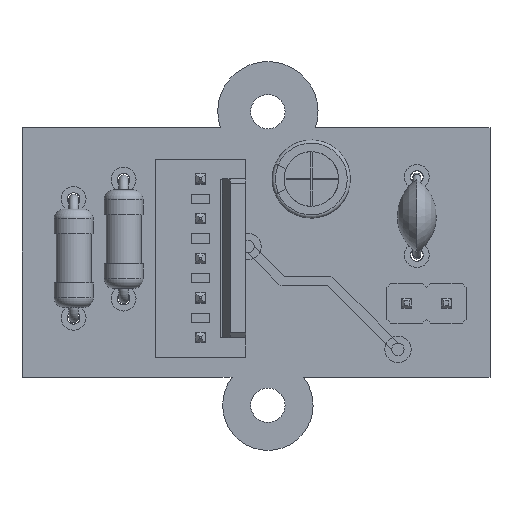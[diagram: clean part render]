
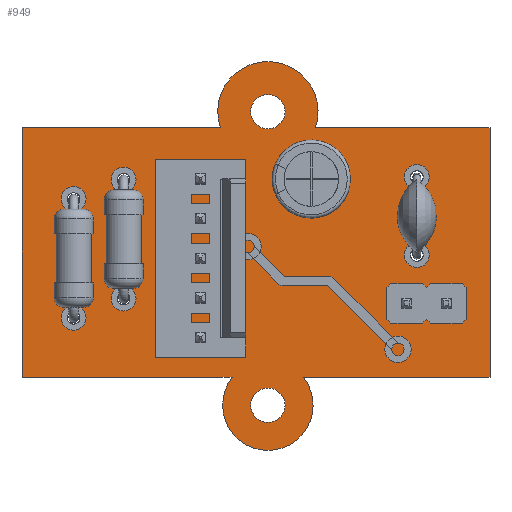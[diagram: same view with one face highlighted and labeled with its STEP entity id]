
A CAD part, top view. The second image highlights one B-rep face of the part: STEP entity #949.
In plain terms, the highlighted planar face has unit normal (0, 0, 1).
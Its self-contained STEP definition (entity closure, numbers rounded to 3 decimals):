
#79 = VERTEX_POINT('',#80);
#80 = CARTESIAN_POINT('',(107.442,-88.138,0.));
#97 = VERTEX_POINT('',#98);
#98 = CARTESIAN_POINT('',(118.618,-88.138,0.));
#104 = EDGE_CURVE('',#79,#97,#105,.T.);
#105 = LINE('',#106,#107);
#106 = CARTESIAN_POINT('',(107.442,-88.138,0.));
#107 = VECTOR('',#108,1.);
#108 = DIRECTION('',(1.,0.,0.));
#129 = VERTEX_POINT('',#130);
#130 = CARTESIAN_POINT('',(101.343,-88.13,0.));
#136 = EDGE_CURVE('',#79,#129,#137,.T.);
#137 = CIRCLE('',#138,3.213);
#138 = AXIS2_PLACEMENT_3D('',#139,#140,#141);
#139 = CARTESIAN_POINT('',(104.394,-87.122,0.));
#140 = DIRECTION('',(0.,0.,1.));
#141 = DIRECTION('',(1.,0.,0.));
#161 = VERTEX_POINT('',#162);
#162 = CARTESIAN_POINT('',(118.618,-104.14,0.));
#168 = EDGE_CURVE('',#97,#161,#169,.T.);
#169 = LINE('',#170,#171);
#170 = CARTESIAN_POINT('',(118.618,-88.138,0.));
#171 = VECTOR('',#172,1.);
#172 = DIRECTION('',(0.,-1.,0.));
#192 = VERTEX_POINT('',#193);
#193 = CARTESIAN_POINT('',(88.646,-88.138,0.));
#199 = EDGE_CURVE('',#129,#192,#200,.T.);
#200 = LINE('',#201,#202);
#201 = CARTESIAN_POINT('',(101.343,-88.13,0.));
#202 = VECTOR('',#203,1.);
#203 = DIRECTION('',(-1.,-0.001,0.));
#223 = VERTEX_POINT('',#224);
#224 = CARTESIAN_POINT('',(106.68,-104.14,0.));
#230 = EDGE_CURVE('',#161,#223,#231,.T.);
#231 = LINE('',#232,#233);
#232 = CARTESIAN_POINT('',(118.618,-104.14,0.));
#233 = VECTOR('',#234,1.);
#234 = DIRECTION('',(-1.,0.,0.));
#245 = VERTEX_POINT('',#246);
#246 = CARTESIAN_POINT('',(88.646,-104.14,0.));
#261 = EDGE_CURVE('',#245,#192,#262,.T.);
#262 = LINE('',#263,#264);
#263 = CARTESIAN_POINT('',(88.646,-104.14,0.));
#264 = VECTOR('',#265,1.);
#265 = DIRECTION('',(0.,1.,0.));
#276 = VERTEX_POINT('',#277);
#277 = CARTESIAN_POINT('',(102.108,-104.14,0.));
#293 = EDGE_CURVE('',#276,#223,#294,.T.);
#294 = CIRCLE('',#295,2.896);
#295 = AXIS2_PLACEMENT_3D('',#296,#297,#298);
#296 = CARTESIAN_POINT('',(104.394,-105.918,0.));
#297 = DIRECTION('',(0.,0.,1.));
#298 = DIRECTION('',(1.,0.,0.));
#309 = VERTEX_POINT('',#310);
#310 = CARTESIAN_POINT('',(101.346,-104.14,0.));
#325 = EDGE_CURVE('',#309,#245,#326,.T.);
#326 = LINE('',#327,#328);
#327 = CARTESIAN_POINT('',(101.346,-104.14,0.));
#328 = VECTOR('',#329,1.);
#329 = DIRECTION('',(-1.,0.,0.));
#340 = VERTEX_POINT('',#341);
#341 = CARTESIAN_POINT('',(101.6,-104.14,0.));
#356 = EDGE_CURVE('',#340,#276,#357,.T.);
#357 = LINE('',#358,#359);
#358 = CARTESIAN_POINT('',(101.6,-104.14,0.));
#359 = VECTOR('',#360,1.);
#360 = DIRECTION('',(1.,0.,0.));
#378 = EDGE_CURVE('',#340,#309,#379,.T.);
#379 = LINE('',#380,#381);
#380 = CARTESIAN_POINT('',(101.6,-104.14,0.));
#381 = VECTOR('',#382,1.);
#382 = DIRECTION('',(-1.,0.,0.));
#393 = VERTEX_POINT('',#394);
#394 = CARTESIAN_POINT('',(100.676,-99.06,0.));
#410 = EDGE_CURVE('',#393,#393,#411,.T.);
#411 = CIRCLE('',#412,0.6);
#412 = AXIS2_PLACEMENT_3D('',#413,#414,#415);
#413 = CARTESIAN_POINT('',(100.076,-99.06,0.));
#414 = DIRECTION('',(0.,0.,1.));
#415 = DIRECTION('',(1.,0.,-0.));
#426 = VERTEX_POINT('',#427);
#427 = CARTESIAN_POINT('',(100.676,-96.52,0.));
#443 = EDGE_CURVE('',#426,#426,#444,.T.);
#444 = CIRCLE('',#445,0.6);
#445 = AXIS2_PLACEMENT_3D('',#446,#447,#448);
#446 = CARTESIAN_POINT('',(100.076,-96.52,0.));
#447 = DIRECTION('',(0.,0.,1.));
#448 = DIRECTION('',(1.,0.,-0.));
#459 = VERTEX_POINT('',#460);
#460 = CARTESIAN_POINT('',(100.676,-91.44,0.));
#476 = EDGE_CURVE('',#459,#459,#477,.T.);
#477 = CIRCLE('',#478,0.6);
#478 = AXIS2_PLACEMENT_3D('',#479,#480,#481);
#479 = CARTESIAN_POINT('',(100.076,-91.44,0.));
#480 = DIRECTION('',(0.,0.,1.));
#481 = DIRECTION('',(1.,0.,-0.));
#492 = VERTEX_POINT('',#493);
#493 = CARTESIAN_POINT('',(100.676,-93.98,0.));
#509 = EDGE_CURVE('',#492,#492,#510,.T.);
#510 = CIRCLE('',#511,0.6);
#511 = AXIS2_PLACEMENT_3D('',#512,#513,#514);
#512 = CARTESIAN_POINT('',(100.076,-93.98,0.));
#513 = DIRECTION('',(0.,0.,1.));
#514 = DIRECTION('',(1.,0.,-0.));
#525 = VERTEX_POINT('',#526);
#526 = CARTESIAN_POINT('',(106.572,-91.44,0.));
#542 = EDGE_CURVE('',#525,#525,#543,.T.);
#543 = CIRCLE('',#544,0.4);
#544 = AXIS2_PLACEMENT_3D('',#545,#546,#547);
#545 = CARTESIAN_POINT('',(106.172,-91.44,0.));
#546 = DIRECTION('',(0.,0.,1.));
#547 = DIRECTION('',(1.,0.,-0.));
#558 = VERTEX_POINT('',#559);
#559 = CARTESIAN_POINT('',(113.784,-99.402,0.));
#575 = EDGE_CURVE('',#558,#558,#576,.T.);
#576 = CIRCLE('',#577,0.5);
#577 = AXIS2_PLACEMENT_3D('',#578,#579,#580);
#578 = CARTESIAN_POINT('',(113.284,-99.402,0.));
#579 = DIRECTION('',(0.,0.,1.));
#580 = DIRECTION('',(1.,0.,-0.));
#591 = VERTEX_POINT('',#592);
#592 = CARTESIAN_POINT('',(114.334,-96.302,0.));
#608 = EDGE_CURVE('',#591,#591,#609,.T.);
#609 = CIRCLE('',#610,0.4);
#610 = AXIS2_PLACEMENT_3D('',#611,#612,#613);
#611 = CARTESIAN_POINT('',(113.934,-96.302,0.));
#612 = DIRECTION('',(0.,0.,1.));
#613 = DIRECTION('',(1.,0.,-0.));
#624 = VERTEX_POINT('',#625);
#625 = CARTESIAN_POINT('',(108.572,-91.44,0.));
#641 = EDGE_CURVE('',#624,#624,#642,.T.);
#642 = CIRCLE('',#643,0.4);
#643 = AXIS2_PLACEMENT_3D('',#644,#645,#646);
#644 = CARTESIAN_POINT('',(108.172,-91.44,0.));
#645 = DIRECTION('',(0.,0.,1.));
#646 = DIRECTION('',(1.,0.,-0.));
#657 = VERTEX_POINT('',#658);
#658 = CARTESIAN_POINT('',(114.334,-91.302,0.));
#674 = EDGE_CURVE('',#657,#657,#675,.T.);
#675 = CIRCLE('',#676,0.4);
#676 = AXIS2_PLACEMENT_3D('',#677,#678,#679);
#677 = CARTESIAN_POINT('',(113.934,-91.302,0.));
#678 = DIRECTION('',(0.,0.,1.));
#679 = DIRECTION('',(1.,0.,-0.));
#690 = VERTEX_POINT('',#691);
#691 = CARTESIAN_POINT('',(105.494,-87.122,0.));
#707 = EDGE_CURVE('',#690,#690,#708,.T.);
#708 = CIRCLE('',#709,1.1);
#709 = AXIS2_PLACEMENT_3D('',#710,#711,#712);
#710 = CARTESIAN_POINT('',(104.394,-87.122,0.));
#711 = DIRECTION('',(0.,0.,1.));
#712 = DIRECTION('',(1.,0.,-0.));
#723 = VERTEX_POINT('',#724);
#724 = CARTESIAN_POINT('',(92.354,-92.706,0.));
#740 = EDGE_CURVE('',#723,#723,#741,.T.);
#741 = CIRCLE('',#742,0.4);
#742 = AXIS2_PLACEMENT_3D('',#743,#744,#745);
#743 = CARTESIAN_POINT('',(91.954,-92.706,0.));
#744 = DIRECTION('',(0.,0.,1.));
#745 = DIRECTION('',(1.,0.,-0.));
#756 = VERTEX_POINT('',#757);
#757 = CARTESIAN_POINT('',(95.554,-99.096,0.));
#773 = EDGE_CURVE('',#756,#756,#774,.T.);
#774 = CIRCLE('',#775,0.4);
#775 = AXIS2_PLACEMENT_3D('',#776,#777,#778);
#776 = CARTESIAN_POINT('',(95.154,-99.096,0.));
#777 = DIRECTION('',(0.,0.,1.));
#778 = DIRECTION('',(1.,0.,-0.));
#789 = VERTEX_POINT('',#790);
#790 = CARTESIAN_POINT('',(95.554,-91.476,0.));
#806 = EDGE_CURVE('',#789,#789,#807,.T.);
#807 = CIRCLE('',#808,0.4);
#808 = AXIS2_PLACEMENT_3D('',#809,#810,#811);
#809 = CARTESIAN_POINT('',(95.154,-91.476,0.));
#810 = DIRECTION('',(0.,0.,1.));
#811 = DIRECTION('',(1.,0.,-0.));
#822 = VERTEX_POINT('',#823);
#823 = CARTESIAN_POINT('',(105.494,-105.918,0.));
#839 = EDGE_CURVE('',#822,#822,#840,.T.);
#840 = CIRCLE('',#841,1.1);
#841 = AXIS2_PLACEMENT_3D('',#842,#843,#844);
#842 = CARTESIAN_POINT('',(104.394,-105.918,0.));
#843 = DIRECTION('',(0.,0.,1.));
#844 = DIRECTION('',(1.,0.,-0.));
#855 = VERTEX_POINT('',#856);
#856 = CARTESIAN_POINT('',(100.676,-101.6,0.));
#872 = EDGE_CURVE('',#855,#855,#873,.T.);
#873 = CIRCLE('',#874,0.6);
#874 = AXIS2_PLACEMENT_3D('',#875,#876,#877);
#875 = CARTESIAN_POINT('',(100.076,-101.6,0.));
#876 = DIRECTION('',(0.,0.,1.));
#877 = DIRECTION('',(1.,0.,-0.));
#888 = VERTEX_POINT('',#889);
#889 = CARTESIAN_POINT('',(92.354,-100.326,0.));
#905 = EDGE_CURVE('',#888,#888,#906,.T.);
#906 = CIRCLE('',#907,0.4);
#907 = AXIS2_PLACEMENT_3D('',#908,#909,#910);
#908 = CARTESIAN_POINT('',(91.954,-100.326,0.));
#909 = DIRECTION('',(0.,0.,1.));
#910 = DIRECTION('',(1.,0.,-0.));
#921 = VERTEX_POINT('',#922);
#922 = CARTESIAN_POINT('',(116.324,-99.402,0.));
#938 = EDGE_CURVE('',#921,#921,#939,.T.);
#939 = CIRCLE('',#940,0.5);
#940 = AXIS2_PLACEMENT_3D('',#941,#942,#943);
#941 = CARTESIAN_POINT('',(115.824,-99.402,0.));
#942 = DIRECTION('',(0.,0.,1.));
#943 = DIRECTION('',(1.,0.,-0.));
#949 = ADVANCED_FACE('',(#950,#962,#965,#968,#971,#974,#977,#980,#983,
    #986,#989,#992,#995,#998,#1001,#1004,#1007,#1010),#1013,.F.);
#950 = FACE_BOUND('',#951,.F.);
#951 = EDGE_LOOP('',(#952,#953,#954,#955,#956,#957,#958,#959,#960,#961)
  );
#952 = ORIENTED_EDGE('',*,*,#104,.T.);
#953 = ORIENTED_EDGE('',*,*,#168,.T.);
#954 = ORIENTED_EDGE('',*,*,#230,.T.);
#955 = ORIENTED_EDGE('',*,*,#293,.F.);
#956 = ORIENTED_EDGE('',*,*,#356,.F.);
#957 = ORIENTED_EDGE('',*,*,#378,.T.);
#958 = ORIENTED_EDGE('',*,*,#325,.T.);
#959 = ORIENTED_EDGE('',*,*,#261,.T.);
#960 = ORIENTED_EDGE('',*,*,#199,.F.);
#961 = ORIENTED_EDGE('',*,*,#136,.F.);
#962 = FACE_BOUND('',#963,.F.);
#963 = EDGE_LOOP('',(#964));
#964 = ORIENTED_EDGE('',*,*,#410,.T.);
#965 = FACE_BOUND('',#966,.F.);
#966 = EDGE_LOOP('',(#967));
#967 = ORIENTED_EDGE('',*,*,#443,.T.);
#968 = FACE_BOUND('',#969,.F.);
#969 = EDGE_LOOP('',(#970));
#970 = ORIENTED_EDGE('',*,*,#476,.T.);
#971 = FACE_BOUND('',#972,.F.);
#972 = EDGE_LOOP('',(#973));
#973 = ORIENTED_EDGE('',*,*,#509,.T.);
#974 = FACE_BOUND('',#975,.F.);
#975 = EDGE_LOOP('',(#976));
#976 = ORIENTED_EDGE('',*,*,#542,.T.);
#977 = FACE_BOUND('',#978,.F.);
#978 = EDGE_LOOP('',(#979));
#979 = ORIENTED_EDGE('',*,*,#575,.T.);
#980 = FACE_BOUND('',#981,.F.);
#981 = EDGE_LOOP('',(#982));
#982 = ORIENTED_EDGE('',*,*,#608,.T.);
#983 = FACE_BOUND('',#984,.F.);
#984 = EDGE_LOOP('',(#985));
#985 = ORIENTED_EDGE('',*,*,#641,.T.);
#986 = FACE_BOUND('',#987,.F.);
#987 = EDGE_LOOP('',(#988));
#988 = ORIENTED_EDGE('',*,*,#674,.T.);
#989 = FACE_BOUND('',#990,.F.);
#990 = EDGE_LOOP('',(#991));
#991 = ORIENTED_EDGE('',*,*,#707,.T.);
#992 = FACE_BOUND('',#993,.F.);
#993 = EDGE_LOOP('',(#994));
#994 = ORIENTED_EDGE('',*,*,#740,.T.);
#995 = FACE_BOUND('',#996,.F.);
#996 = EDGE_LOOP('',(#997));
#997 = ORIENTED_EDGE('',*,*,#773,.T.);
#998 = FACE_BOUND('',#999,.F.);
#999 = EDGE_LOOP('',(#1000));
#1000 = ORIENTED_EDGE('',*,*,#806,.T.);
#1001 = FACE_BOUND('',#1002,.F.);
#1002 = EDGE_LOOP('',(#1003));
#1003 = ORIENTED_EDGE('',*,*,#839,.T.);
#1004 = FACE_BOUND('',#1005,.F.);
#1005 = EDGE_LOOP('',(#1006));
#1006 = ORIENTED_EDGE('',*,*,#872,.T.);
#1007 = FACE_BOUND('',#1008,.F.);
#1008 = EDGE_LOOP('',(#1009));
#1009 = ORIENTED_EDGE('',*,*,#905,.T.);
#1010 = FACE_BOUND('',#1011,.F.);
#1011 = EDGE_LOOP('',(#1012));
#1012 = ORIENTED_EDGE('',*,*,#938,.T.);
#1013 = PLANE('',#1014);
#1014 = AXIS2_PLACEMENT_3D('',#1015,#1016,#1017);
#1015 = CARTESIAN_POINT('',(103.723,-96.318,0.));
#1016 = DIRECTION('',(-0.,-0.,-1.));
#1017 = DIRECTION('',(-1.,0.,0.));
